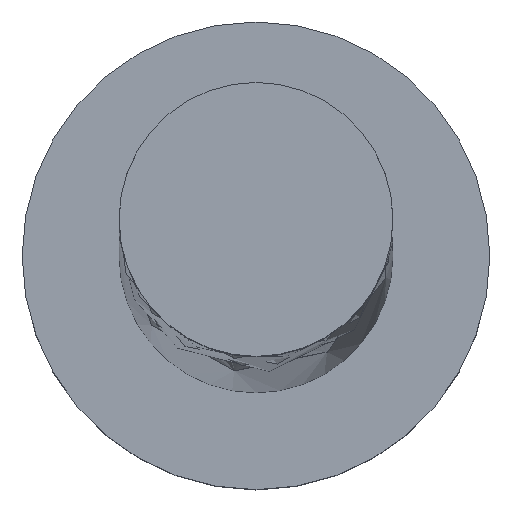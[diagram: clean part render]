
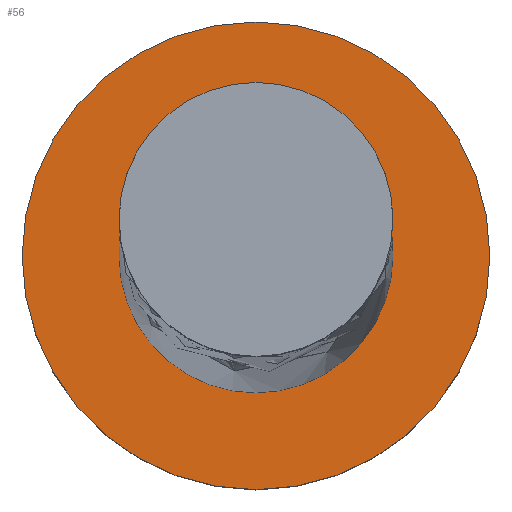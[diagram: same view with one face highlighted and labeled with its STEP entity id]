
A CAD part, top view. The second image highlights one B-rep face of the part: STEP entity #56.
In plain terms, the highlighted planar face has unit normal (0, 0, 1).
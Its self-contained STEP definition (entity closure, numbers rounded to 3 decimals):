
#36 = CARTESIAN_POINT ( 'NONE',  ( 0., 0., 5. ) ) ;
#39 = CARTESIAN_POINT ( 'NONE',  ( 0., 0., 5. ) ) ;
#44 = CARTESIAN_POINT ( 'NONE',  ( 7., 0., 5. ) ) ;
#56 = ADVANCED_FACE ( 'NONE', ( #485, #1757 ), #322, .T. ) ;
#59 = DIRECTION ( 'NONE',  ( 1., 0., 0. ) ) ;
#208 = DIRECTION ( 'NONE',  ( 1., 0., 0. ) ) ;
#299 = CARTESIAN_POINT ( 'NONE',  ( -7., 0., 5. ) ) ;
#319 = CARTESIAN_POINT ( 'NONE',  ( -4.1, 0., 5. ) ) ;
#322 = PLANE ( 'NONE',  #548 ) ;
#363 = DIRECTION ( 'NONE',  ( 1., 0., 0. ) ) ;
#428 = CIRCLE ( 'NONE', #1641, 7. ) ;
#485 = FACE_BOUND ( 'NONE', #2024, .T. ) ;
#490 = DIRECTION ( 'NONE',  ( 1., 0., 0. ) ) ;
#537 = CARTESIAN_POINT ( 'NONE',  ( 0., 0., 5. ) ) ;
#539 = CARTESIAN_POINT ( 'NONE',  ( 0., 0., 5. ) ) ;
#548 = AXIS2_PLACEMENT_3D ( 'NONE', #39, #1768, #208 ) ;
#599 = VERTEX_POINT ( 'NONE', #1514 ) ;
#643 = EDGE_CURVE ( 'NONE', #870, #1354, #907, .T. ) ;
#728 = DIRECTION ( 'NONE',  ( 0., 0., 1. ) ) ;
#803 = AXIS2_PLACEMENT_3D ( 'NONE', #539, #728, #1192 ) ;
#870 = VERTEX_POINT ( 'NONE', #44 ) ;
#907 = CIRCLE ( 'NONE', #803, 7. ) ;
#971 = AXIS2_PLACEMENT_3D ( 'NONE', #1298, #1939, #490 ) ;
#1073 = AXIS2_PLACEMENT_3D ( 'NONE', #36, #1323, #59 ) ;
#1092 = EDGE_CURVE ( 'NONE', #599, #1703, #1274, .T. ) ;
#1192 = DIRECTION ( 'NONE',  ( 1., 0., 0. ) ) ;
#1198 = EDGE_LOOP ( 'NONE', ( #1715, #2015 ) ) ;
#1274 = CIRCLE ( 'NONE', #971, 4.1 ) ;
#1298 = CARTESIAN_POINT ( 'NONE',  ( 0., 0., 5. ) ) ;
#1323 = DIRECTION ( 'NONE',  ( 0., 0., 1. ) ) ;
#1354 = VERTEX_POINT ( 'NONE', #299 ) ;
#1504 = DIRECTION ( 'NONE',  ( 0., 0., 1. ) ) ;
#1514 = CARTESIAN_POINT ( 'NONE',  ( 4.1, 0., 5. ) ) ;
#1641 = AXIS2_PLACEMENT_3D ( 'NONE', #537, #1504, #363 ) ;
#1690 = ORIENTED_EDGE ( 'NONE', *, *, #1092, .F. ) ;
#1703 = VERTEX_POINT ( 'NONE', #319 ) ;
#1714 = CIRCLE ( 'NONE', #1073, 4.1 ) ;
#1715 = ORIENTED_EDGE ( 'NONE', *, *, #1923, .T. ) ;
#1726 = ORIENTED_EDGE ( 'NONE', *, *, #1987, .F. ) ;
#1757 = FACE_OUTER_BOUND ( 'NONE', #1198, .T. ) ;
#1768 = DIRECTION ( 'NONE',  ( 0., 0., 1. ) ) ;
#1923 = EDGE_CURVE ( 'NONE', #1354, #870, #428, .T. ) ;
#1939 = DIRECTION ( 'NONE',  ( 0., 0., 1. ) ) ;
#1987 = EDGE_CURVE ( 'NONE', #1703, #599, #1714, .T. ) ;
#2015 = ORIENTED_EDGE ( 'NONE', *, *, #643, .T. ) ;
#2024 = EDGE_LOOP ( 'NONE', ( #1726, #1690 ) ) ;
